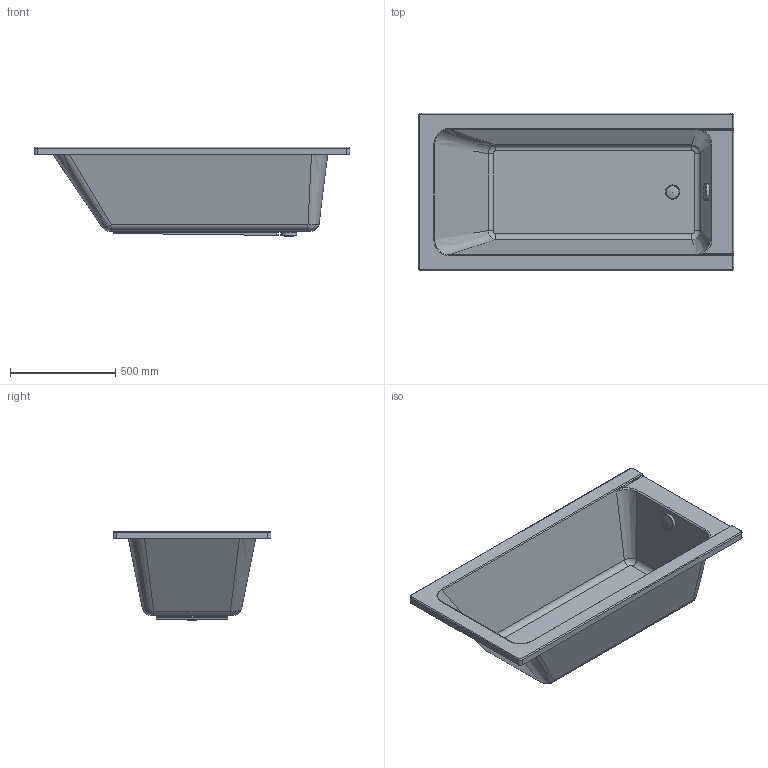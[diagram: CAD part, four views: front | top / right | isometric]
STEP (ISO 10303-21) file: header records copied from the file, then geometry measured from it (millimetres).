
FILE_DESCRIPTION((''),'2;1');
FILE_NAME('700095.stp','2012-10-11T14:06:03',('Administrator'),(''),'Autodesk Inventor 2011','Autodesk Inventor 2011','');
FILE_SCHEMA(('CONFIG_CONTROL_DESIGN'));
Length unit declared in the file: millimetre
Products named in the file (5): 700095; Verschluss_Ueberlauf; Stopfen; Kelch
Assembly tree (4 placements, depth 2):
  700095
    700095
    Verschluss_Ueberlauf
    Stopfen
    Kelch
Bounding box: 1500 x 750 x 427 mm (x, y, z)
Volume: 26894346.4 mm3; surface area: 4482413.8 mm2
Topology: 4 solids, 5 shells, 161 faces, 380 edges, 229 vertices
Faces by surface type: cylinder 58, plane 47, bspline 30, torus 21, cone 3, sphere 2
Full cylindrical faces by diameter (mm): 20 x1, 25 x1, 42 x1, 44 x1, 52 x1, 60 x1, 75 x1, 79 x1, 79.999 x1
Entity records: 6837 total; most frequent: CARTESIAN_POINT 3262, DIRECTION 700, ORIENTED_EDGE 698, EDGE_CURVE 349, AXIS2_PLACEMENT_3D 276, VERTEX_POINT 223, EDGE_LOOP 192, FACE_OUTER_BOUND 161
